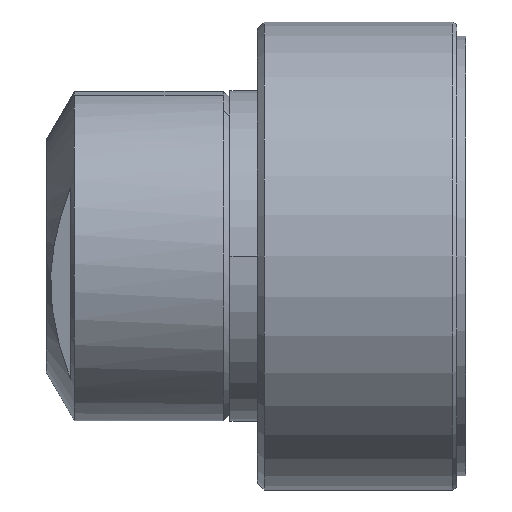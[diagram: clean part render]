
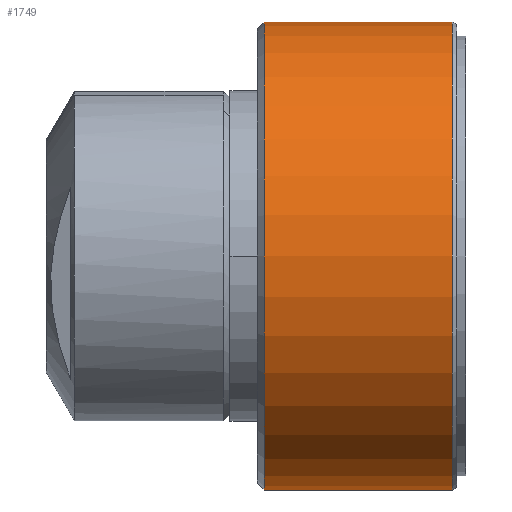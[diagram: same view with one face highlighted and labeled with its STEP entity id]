
A CAD part, left-side view. The second image highlights one B-rep face of the part: STEP entity #1749.
In plain terms, the highlighted cylindrical face has radius 53.975 mm (diameter 107.95 mm), a partial arc.
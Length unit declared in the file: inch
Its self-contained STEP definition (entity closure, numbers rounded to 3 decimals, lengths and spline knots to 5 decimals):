
#46 = EDGE_LOOP ( 'NONE', ( #2857, #2503, #2390, #3064 ) ) ;
#385 = VERTEX_POINT ( 'NONE', #1329 ) ;
#585 = CIRCLE ( 'NONE', #981, 2.125 ) ;
#675 = VECTOR ( 'NONE', #1943, 39.37008 ) ;
#693 = VERTEX_POINT ( 'NONE', #2758 ) ;
#805 = LINE ( 'NONE', #1913, #675 ) ;
#981 = AXIS2_PLACEMENT_3D ( 'NONE', #1504, #2608, #2326 ) ;
#1208 = AXIS2_PLACEMENT_3D ( 'NONE', #3399, #1496, #1517 ) ;
#1329 = CARTESIAN_POINT ( 'NONE',  ( 0., 1.833, -2.125 ) ) ;
#1458 = LINE ( 'NONE', #2850, #2248 ) ;
#1496 = DIRECTION ( 'NONE',  ( 0., 1., 0. ) ) ;
#1504 = CARTESIAN_POINT ( 'NONE',  ( 0., 1.833, 0. ) ) ;
#1517 = DIRECTION ( 'NONE',  ( 0., 0., -1. ) ) ;
#1526 = EDGE_CURVE ( 'NONE', #693, #1779, #2768, .T. ) ;
#1700 = EDGE_CURVE ( 'NONE', #1779, #1882, #805, .T. ) ;
#1749 = ADVANCED_FACE ( 'NONE', ( #2460 ), #2209, .T. ) ;
#1779 = VERTEX_POINT ( 'NONE', #1832 ) ;
#1781 = DIRECTION ( 'NONE',  ( 0., 0., 1. ) ) ;
#1832 = CARTESIAN_POINT ( 'NONE',  ( 0., 0.123, 2.125 ) ) ;
#1851 = CARTESIAN_POINT ( 'NONE',  ( 0., 1.833, 2.125 ) ) ;
#1882 = VERTEX_POINT ( 'NONE', #1851 ) ;
#1913 = CARTESIAN_POINT ( 'NONE',  ( 0., 2.57855, 2.125 ) ) ;
#1943 = DIRECTION ( 'NONE',  ( 0., 1., 0. ) ) ;
#2209 = CYLINDRICAL_SURFACE ( 'NONE', #2621, 2.125 ) ;
#2248 = VECTOR ( 'NONE', #2304, 39.37008 ) ;
#2304 = DIRECTION ( 'NONE',  ( 0., 1., 0. ) ) ;
#2326 = DIRECTION ( 'NONE',  ( 0., 0., 1. ) ) ;
#2390 = ORIENTED_EDGE ( 'NONE', *, *, #1700, .T. ) ;
#2426 = EDGE_CURVE ( 'NONE', #1882, #385, #585, .T. ) ;
#2460 = FACE_OUTER_BOUND ( 'NONE', #46, .T. ) ;
#2503 = ORIENTED_EDGE ( 'NONE', *, *, #1526, .T. ) ;
#2608 = DIRECTION ( 'NONE',  ( 0., -1., 0. ) ) ;
#2621 = AXIS2_PLACEMENT_3D ( 'NONE', #3132, #3095, #1781 ) ;
#2758 = CARTESIAN_POINT ( 'NONE',  ( 0., 0.123, -2.125 ) ) ;
#2768 = CIRCLE ( 'NONE', #1208, 2.125 ) ;
#2850 = CARTESIAN_POINT ( 'NONE',  ( 0., 2.57855, -2.125 ) ) ;
#2857 = ORIENTED_EDGE ( 'NONE', *, *, #3236, .F. ) ;
#3064 = ORIENTED_EDGE ( 'NONE', *, *, #2426, .T. ) ;
#3095 = DIRECTION ( 'NONE',  ( 0., 1., 0. ) ) ;
#3132 = CARTESIAN_POINT ( 'NONE',  ( 0., 2.57855, 0. ) ) ;
#3236 = EDGE_CURVE ( 'NONE', #693, #385, #1458, .T. ) ;
#3399 = CARTESIAN_POINT ( 'NONE',  ( 0., 0.123, 0. ) ) ;
